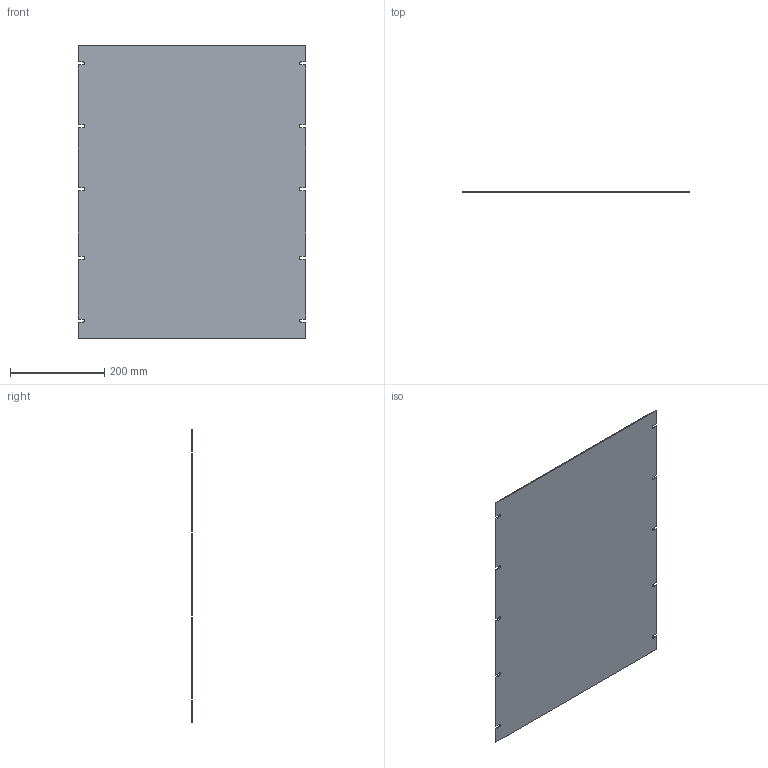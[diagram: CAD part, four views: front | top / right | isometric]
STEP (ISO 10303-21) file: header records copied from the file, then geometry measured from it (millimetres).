
FILE_DESCRIPTION (( 'STEP AP203' ), '1' );
FILE_NAME ('PBPS19024LG2.step', '2020-11-11T18:14:05', ( 'ADC123' ), ( 'Microsoft' ), 'SwSTEP 2.0', 'SolidWorks 2019', '' );
FILE_SCHEMA (( 'CONFIG_CONTROL_DESIGN' ));
Length unit declared in the file: inch
Products named in the file (1): PBPS19024LG2
Bounding box: 482.6 x 1.83 x 621.49 mm (x, y, z)
Volume: 547024.3 mm3; surface area: 602714.9 mm2
Topology: 1 solids, 1 shells, 46 faces, 132 edges, 88 vertices
Faces by surface type: plane 36, cylinder 10
Entity records: 1575 total; most frequent: CARTESIAN_POINT 267, ORIENTED_EDGE 264, DIRECTION 246, EDGE_CURVE 132, VECTOR 112, LINE 112, VERTEX_POINT 88, AXIS2_PLACEMENT_3D 67
